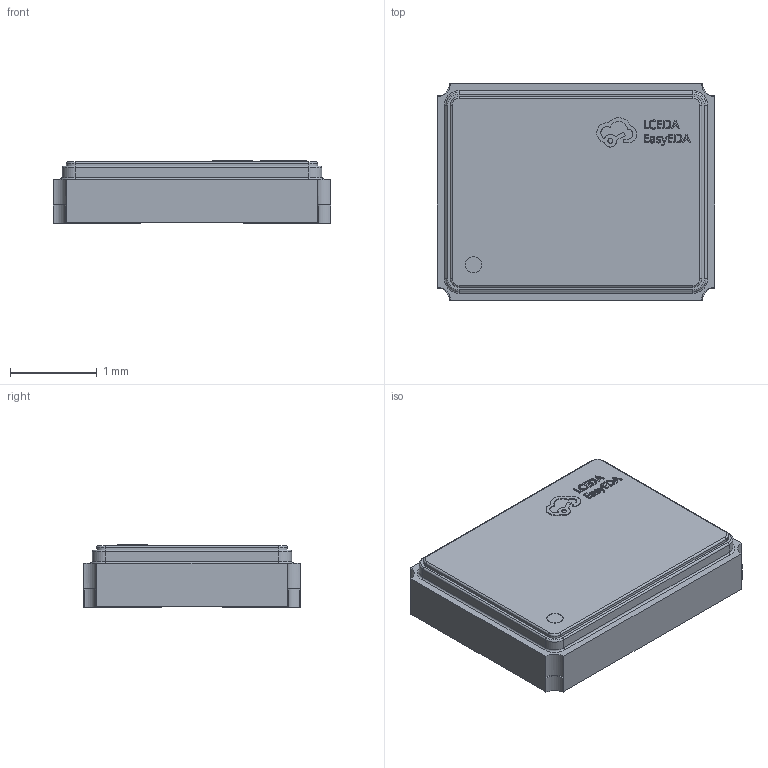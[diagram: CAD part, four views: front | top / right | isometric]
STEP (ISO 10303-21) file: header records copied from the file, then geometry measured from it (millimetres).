
FILE_DESCRIPTION (( 'STEP AP214' ), '1' );
FILE_NAME ('CRYSTAL-SMD_4P-L3.2-W2.5-BL_SIT8008BI.step', '2022-06-20T11:02:33', ( '' ), ( '' ), 'SwSTEP 2.0', 'SolidWorks 2020', '' );
FILE_SCHEMA (( 'AUTOMOTIVE_DESIGN' ));
Length unit declared in the file: millimetre
Products named in the file (1): CRYSTAL-SMD_4P-L3.2-W2.5-BL_SIT8008BI
Bounding box: 3.2 x 2.5 x 0.72 mm (x, y, z)
Volume: 5.3 mm3; surface area: 23.5 mm2
Topology: 1 solids, 1 shells, 376 faces, 1011 edges, 666 vertices
Faces by surface type: plane 222, bspline 112, cylinder 30, torus 12
Entity records: 17045 total; most frequent: CARTESIAN_POINT 4158, ORIENTED_EDGE 2022, DIRECTION 1393, EDGE_CURVE 1011, VECTOR 703, LINE 703, VERTEX_POINT 666, EDGE_LOOP 405
